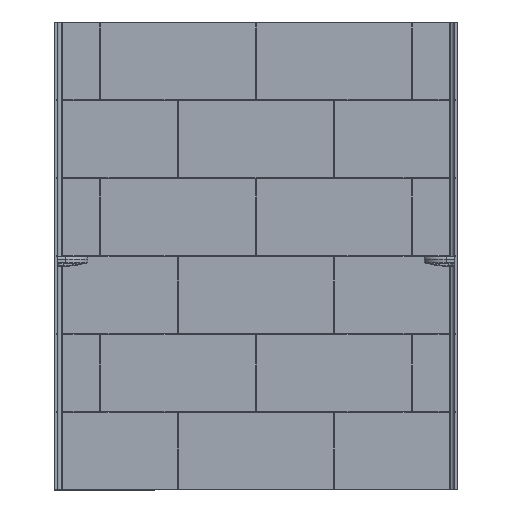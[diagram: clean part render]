
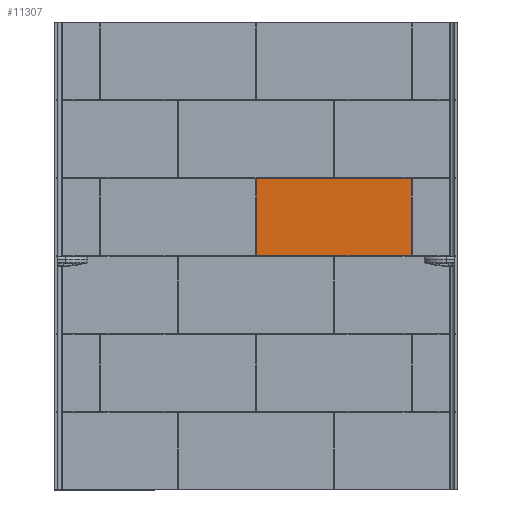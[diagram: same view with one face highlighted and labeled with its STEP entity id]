
A CAD part, top view. The second image highlights one B-rep face of the part: STEP entity #11307.
In plain terms, the highlighted planar face has unit normal (0, 0, 1).
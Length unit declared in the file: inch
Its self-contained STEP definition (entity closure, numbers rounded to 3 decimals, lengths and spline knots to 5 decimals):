
#861 = VERTEX_POINT ( 'NONE', #14261 ) ;
#907 = DIRECTION ( 'NONE',  ( -1., 0., 0. ) ) ;
#1043 = CARTESIAN_POINT ( 'NONE',  ( 0., 23.91522, 0.1875 ) ) ;
#1611 = EDGE_CURVE ( 'NONE', #6900, #38481, #9150, .T. ) ;
#2629 = CARTESIAN_POINT ( 'NONE',  ( -0.0945, 0.08478, 0.1875 ) ) ;
#3729 = CARTESIAN_POINT ( 'NONE',  ( -0.08692, 0.08819, 0.1875 ) ) ;
#5605 = EDGE_CURVE ( 'NONE', #38481, #25557, #9027, .T. ) ;
#6168 = VERTEX_POINT ( 'NONE', #22630 ) ;
#6900 = VERTEX_POINT ( 'NONE', #28864 ) ;
#7302 = CARTESIAN_POINT ( 'NONE',  ( -11.91522, 0.0945, 0.1875 ) ) ;
#8415 = CARTESIAN_POINT ( 'NONE',  ( -0.0945, 23.91522, 0.1875 ) ) ;
#8907 = CARTESIAN_POINT ( 'NONE',  ( -0.08478, 0.0945, 0.1875 ) ) ;
#9027 = B_SPLINE_CURVE_WITH_KNOTS ( 'NONE', 3,
 ( #8415, #16003, #53395, #25209, #41216, #49865, #28182, #49329, #33360, #36331 ),
 .UNSPECIFIED., .F., .F.,
 ( 4, 2, 2, 2, 4 ),
 ( 0., 0.33846, 0.66667, 0.87179, 1. ),
 .UNSPECIFIED. ) ;
#9150 = LINE ( 'NONE', #1043, #39898 ) ;
#9591 = CARTESIAN_POINT ( 'NONE',  ( -11.90615, 23.91522, 0.1875 ) ) ;
#9668 = AXIS2_PLACEMENT_3D ( 'NONE', #35993, #35471, #52516 ) ;
#10116 = CARTESIAN_POINT ( 'NONE',  ( -11.90681, 23.91515, 0.1875 ) ) ;
#11271 = CARTESIAN_POINT ( 'NONE',  ( -0.09279, 0.08478, 0.1875 ) ) ;
#11307 = ADVANCED_FACE ( 'NONE', ( #14613 ), #31953, .T. ) ;
#11358 = EDGE_CURVE ( 'NONE', #6168, #861, #35731, .T. ) ;
#12086 = CARTESIAN_POINT ( 'NONE',  ( -0.08485, 0.09319, 0.1875 ) ) ;
#12318 = CARTESIAN_POINT ( 'NONE',  ( -11.91522, 23.9055, 0.1875 ) ) ;
#12533 = EDGE_CURVE ( 'NONE', #18754, #32479, #50720, .T. ) ;
#12675 = DIRECTION ( 'NONE',  ( 1., 0., 0. ) ) ;
#13333 = CARTESIAN_POINT ( 'NONE',  ( 0., 0.08478, 0.1875 ) ) ;
#14261 = CARTESIAN_POINT ( 'NONE',  ( -11.91522, 23.9055, 0.1875 ) ) ;
#14613 = FACE_OUTER_BOUND ( 'NONE', #19021, .T. ) ;
#15971 = CARTESIAN_POINT ( 'NONE',  ( -11.91303, 0.08813, 0.1875 ) ) ;
#16003 = CARTESIAN_POINT ( 'NONE',  ( -0.09279, 23.91522, 0.1875 ) ) ;
#16498 = ORIENTED_EDGE ( 'NONE', *, *, #1611, .F. ) ;
#17984 = CARTESIAN_POINT ( 'NONE',  ( -11.90945, 23.91444, 0.1875 ) ) ;
#18754 = VERTEX_POINT ( 'NONE', #31414 ) ;
#19021 = EDGE_LOOP ( 'NONE', ( #21496, #20604, #49836, #24900, #39361, #16498, #29099, #26954 ) ) ;
#20204 = CARTESIAN_POINT ( 'NONE',  ( -0.08478, 0.0945, 0.1875 ) ) ;
#20546 = EDGE_CURVE ( 'NONE', #861, #6900, #47115, .T. ) ;
#20604 = ORIENTED_EDGE ( 'NONE', *, *, #12533, .F. ) ;
#20701 = CARTESIAN_POINT ( 'NONE',  ( -11.91475, 23.90894, 0.1875 ) ) ;
#21496 = ORIENTED_EDGE ( 'NONE', *, *, #37493, .F. ) ;
#22630 = CARTESIAN_POINT ( 'NONE',  ( -11.91522, 0.0945, 0.1875 ) ) ;
#24083 = CARTESIAN_POINT ( 'NONE',  ( -11.90615, 0.08478, 0.1875 ) ) ;
#24368 = CARTESIAN_POINT ( 'NONE',  ( -11.90681, 0.08485, 0.1875 ) ) ;
#24771 = CARTESIAN_POINT ( 'NONE',  ( -11.91522, 23.90721, 0.1875 ) ) ;
#24816 = CARTESIAN_POINT ( 'NONE',  ( -0.08478, 21., 0.1875 ) ) ;
#24899 = CARTESIAN_POINT ( 'NONE',  ( -11.90945, 0.08556, 0.1875 ) ) ;
#24900 = ORIENTED_EDGE ( 'NONE', *, *, #36452, .F. ) ;
#25209 = CARTESIAN_POINT ( 'NONE',  ( -0.08813, 23.91303, 0.1875 ) ) ;
#25557 = VERTEX_POINT ( 'NONE', #42460 ) ;
#25640 = B_SPLINE_CURVE_WITH_KNOTS ( 'NONE', 3,
 ( #20204, #35662, #12086, #32416, #48662, #3729, #44864, #48930, #11271, #2629 ),
 .UNSPECIFIED., .F., .F.,
 ( 4, 2, 2, 2, 4 ),
 ( 0., 0.12821, 0.33333, 0.66154, 1. ),
 .UNSPECIFIED. ) ;
#26954 = ORIENTED_EDGE ( 'NONE', *, *, #11358, .F. ) ;
#28133 = DIRECTION ( 'NONE',  ( 0., 1., 0. ) ) ;
#28182 = CARTESIAN_POINT ( 'NONE',  ( -0.08519, 23.90847, 0.1875 ) ) ;
#28426 = CARTESIAN_POINT ( 'NONE',  ( -11.90847, 0.08519, 0.1875 ) ) ;
#28864 = CARTESIAN_POINT ( 'NONE',  ( -11.9055, 23.91522, 0.1875 ) ) ;
#28974 = CARTESIAN_POINT ( 'NONE',  ( -11.9055, 0.08478, 0.1875 ) ) ;
#29099 = ORIENTED_EDGE ( 'NONE', *, *, #20546, .F. ) ;
#29649 = VECTOR ( 'NONE', #907, 39.37008 ) ;
#30456 = VECTOR ( 'NONE', #28133, 39.37008 ) ;
#31414 = CARTESIAN_POINT ( 'NONE',  ( -0.0945, 0.08478, 0.1875 ) ) ;
#31953 = PLANE ( 'NONE',  #9668 ) ;
#32416 = CARTESIAN_POINT ( 'NONE',  ( -0.08519, 0.09153, 0.1875 ) ) ;
#32479 = VERTEX_POINT ( 'NONE', #47241 ) ;
#33360 = CARTESIAN_POINT ( 'NONE',  ( -0.08478, 23.90615, 0.1875 ) ) ;
#34516 = CARTESIAN_POINT ( 'NONE',  ( -11.9055, 23.91522, 0.1875 ) ) ;
#35471 = DIRECTION ( 'NONE',  ( 0., 0., 1. ) ) ;
#35662 = CARTESIAN_POINT ( 'NONE',  ( -0.08478, 0.09385, 0.1875 ) ) ;
#35731 = LINE ( 'NONE', #49814, #30456 ) ;
#35993 = CARTESIAN_POINT ( 'NONE',  ( 0., 0., 0.1875 ) ) ;
#36331 = CARTESIAN_POINT ( 'NONE',  ( -0.08478, 23.9055, 0.1875 ) ) ;
#36452 = EDGE_CURVE ( 'NONE', #25557, #43424, #37560, .T. ) ;
#37493 = EDGE_CURVE ( 'NONE', #32479, #6168, #40510, .T. ) ;
#37560 = LINE ( 'NONE', #24816, #47486 ) ;
#38332 = CARTESIAN_POINT ( 'NONE',  ( -11.90847, 23.91481, 0.1875 ) ) ;
#38481 = VERTEX_POINT ( 'NONE', #52969 ) ;
#39361 = ORIENTED_EDGE ( 'NONE', *, *, #5605, .F. ) ;
#39898 = VECTOR ( 'NONE', #12675, 39.37008 ) ;
#40510 = B_SPLINE_CURVE_WITH_KNOTS ( 'NONE', 3,
 ( #28974, #24083, #24368, #28426, #24899, #44682, #15971, #49023, #44412, #7302 ),
 .UNSPECIFIED., .F., .F.,
 ( 4, 2, 2, 2, 4 ),
 ( 0., 0.12821, 0.33333, 0.66154, 1. ),
 .UNSPECIFIED. ) ;
#41216 = CARTESIAN_POINT ( 'NONE',  ( -0.08692, 23.91181, 0.1875 ) ) ;
#41368 = DIRECTION ( 'NONE',  ( 0., -1., 0. ) ) ;
#42460 = CARTESIAN_POINT ( 'NONE',  ( -0.08478, 23.9055, 0.1875 ) ) ;
#43424 = VERTEX_POINT ( 'NONE', #8907 ) ;
#44412 = CARTESIAN_POINT ( 'NONE',  ( -11.91522, 0.09279, 0.1875 ) ) ;
#44682 = CARTESIAN_POINT ( 'NONE',  ( -11.91181, 0.08692, 0.1875 ) ) ;
#44864 = CARTESIAN_POINT ( 'NONE',  ( -0.08813, 0.08697, 0.1875 ) ) ;
#45269 = EDGE_CURVE ( 'NONE', #43424, #18754, #25640, .T. ) ;
#46968 = CARTESIAN_POINT ( 'NONE',  ( -11.91181, 23.91308, 0.1875 ) ) ;
#47115 = B_SPLINE_CURVE_WITH_KNOTS ( 'NONE', 3,
 ( #12318, #24771, #20701, #49706, #46968, #17984, #38332, #10116, #9591, #34516 ),
 .UNSPECIFIED., .F., .F.,
 ( 4, 2, 2, 2, 4 ),
 ( 0., 0.33846, 0.66667, 0.87179, 1. ),
 .UNSPECIFIED. ) ;
#47241 = CARTESIAN_POINT ( 'NONE',  ( -11.9055, 0.08478, 0.1875 ) ) ;
#47486 = VECTOR ( 'NONE', #41368, 39.37008 ) ;
#48662 = CARTESIAN_POINT ( 'NONE',  ( -0.08556, 0.09055, 0.1875 ) ) ;
#48930 = CARTESIAN_POINT ( 'NONE',  ( -0.09106, 0.08525, 0.1875 ) ) ;
#49023 = CARTESIAN_POINT ( 'NONE',  ( -11.91475, 0.09106, 0.1875 ) ) ;
#49329 = CARTESIAN_POINT ( 'NONE',  ( -0.08485, 23.90681, 0.1875 ) ) ;
#49706 = CARTESIAN_POINT ( 'NONE',  ( -11.91303, 23.91187, 0.1875 ) ) ;
#49814 = CARTESIAN_POINT ( 'NONE',  ( -11.91522, -21., 0.1875 ) ) ;
#49836 = ORIENTED_EDGE ( 'NONE', *, *, #45269, .F. ) ;
#49865 = CARTESIAN_POINT ( 'NONE',  ( -0.08556, 23.90945, 0.1875 ) ) ;
#50720 = LINE ( 'NONE', #13333, #29649 ) ;
#52516 = DIRECTION ( 'NONE',  ( 1., 0., 0. ) ) ;
#52969 = CARTESIAN_POINT ( 'NONE',  ( -0.0945, 23.91522, 0.1875 ) ) ;
#53395 = CARTESIAN_POINT ( 'NONE',  ( -0.09106, 23.91475, 0.1875 ) ) ;
